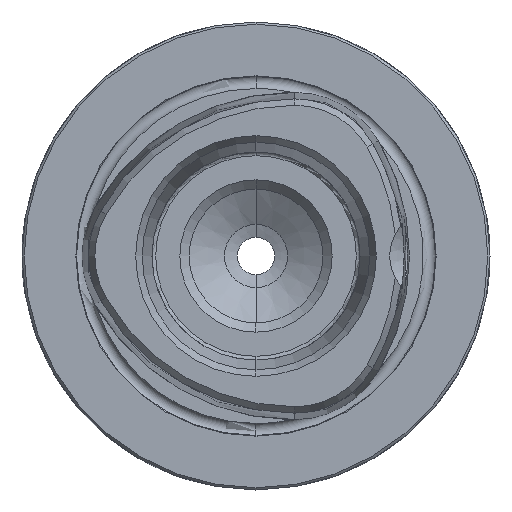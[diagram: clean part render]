
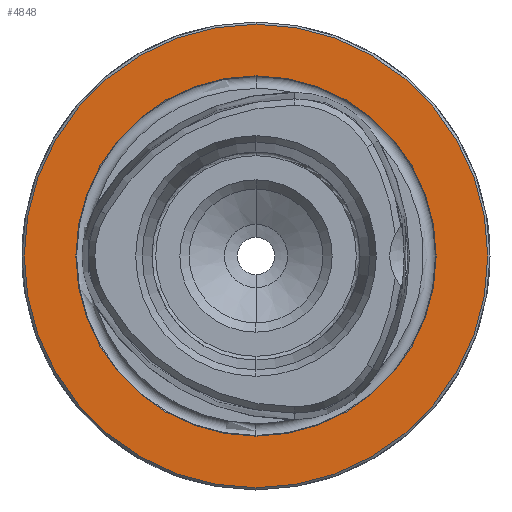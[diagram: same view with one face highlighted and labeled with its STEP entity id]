
A CAD part, left-side view. The second image highlights one B-rep face of the part: STEP entity #4848.
In plain terms, the highlighted planar face has unit normal (-1, 0, 0).
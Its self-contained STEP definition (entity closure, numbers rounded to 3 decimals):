
#75 = PLANE ( 'NONE',  #2506 ) ;
#131 = DIRECTION ( 'NONE',  ( -1., 0., 0. ) ) ;
#152 = ORIENTED_EDGE ( 'NONE', *, *, #2123, .T. ) ;
#250 = CARTESIAN_POINT ( 'NONE',  ( 0., 0., 0. ) ) ;
#515 = DIRECTION ( 'NONE',  ( -1., 0., 0. ) ) ;
#547 = DIRECTION ( 'NONE',  ( 0., 0., 1. ) ) ;
#822 = ORIENTED_EDGE ( 'NONE', *, *, #1310, .F. ) ;
#900 = DIRECTION ( 'NONE',  ( 0., 0., -1. ) ) ;
#971 = VERTEX_POINT ( 'NONE', #2169 ) ;
#1097 = AXIS2_PLACEMENT_3D ( 'NONE', #250, #3298, #3643 ) ;
#1279 = FACE_OUTER_BOUND ( 'NONE', #1785, .T. ) ;
#1310 = EDGE_CURVE ( 'NONE', #4219, #971, #3351, .T. ) ;
#1328 = FACE_BOUND ( 'NONE', #1813, .T. ) ;
#1603 = AXIS2_PLACEMENT_3D ( 'NONE', #4029, #4131, #2603 ) ;
#1785 = EDGE_LOOP ( 'NONE', ( #152, #4269 ) ) ;
#1813 = EDGE_LOOP ( 'NONE', ( #4703, #822 ) ) ;
#1861 = CARTESIAN_POINT ( 'NONE',  ( 0., 0., 0. ) ) ;
#1951 = VERTEX_POINT ( 'NONE', #2320 ) ;
#2012 = CIRCLE ( 'NONE', #3788, 31.2 ) ;
#2123 = EDGE_CURVE ( 'NONE', #3662, #1951, #3979, .T. ) ;
#2169 = CARTESIAN_POINT ( 'NONE',  ( 0., 0., 24.25 ) ) ;
#2320 = CARTESIAN_POINT ( 'NONE',  ( 0., 0., 31.2 ) ) ;
#2434 = CARTESIAN_POINT ( 'NONE',  ( 0., 24.25, 0. ) ) ;
#2478 = CARTESIAN_POINT ( 'NONE',  ( 0., 0., -24.25 ) ) ;
#2506 = AXIS2_PLACEMENT_3D ( 'NONE', #2434, #4273, #900 ) ;
#2603 = DIRECTION ( 'NONE',  ( 0., 0., 1. ) ) ;
#2783 = AXIS2_PLACEMENT_3D ( 'NONE', #2816, #131, #547 ) ;
#2816 = CARTESIAN_POINT ( 'NONE',  ( 0., 0., 0. ) ) ;
#3155 = DIRECTION ( 'NONE',  ( 0., 0., 1. ) ) ;
#3175 = EDGE_CURVE ( 'NONE', #971, #4219, #3372, .T. ) ;
#3298 = DIRECTION ( 'NONE',  ( -1., 0., 0. ) ) ;
#3351 = CIRCLE ( 'NONE', #2783, 24.25 ) ;
#3372 = CIRCLE ( 'NONE', #1603, 24.25 ) ;
#3643 = DIRECTION ( 'NONE',  ( 0., 0., 1. ) ) ;
#3662 = VERTEX_POINT ( 'NONE', #5007 ) ;
#3788 = AXIS2_PLACEMENT_3D ( 'NONE', #1861, #515, #3155 ) ;
#3979 = CIRCLE ( 'NONE', #1097, 31.2 ) ;
#4029 = CARTESIAN_POINT ( 'NONE',  ( 0., 0., 0. ) ) ;
#4131 = DIRECTION ( 'NONE',  ( -1., 0., 0. ) ) ;
#4219 = VERTEX_POINT ( 'NONE', #2478 ) ;
#4269 = ORIENTED_EDGE ( 'NONE', *, *, #4788, .T. ) ;
#4273 = DIRECTION ( 'NONE',  ( 1., 0., 0. ) ) ;
#4703 = ORIENTED_EDGE ( 'NONE', *, *, #3175, .F. ) ;
#4788 = EDGE_CURVE ( 'NONE', #1951, #3662, #2012, .T. ) ;
#4848 = ADVANCED_FACE ( 'NONE', ( #1328, #1279 ), #75, .F. ) ;
#5007 = CARTESIAN_POINT ( 'NONE',  ( 0., 0., -31.2 ) ) ;
